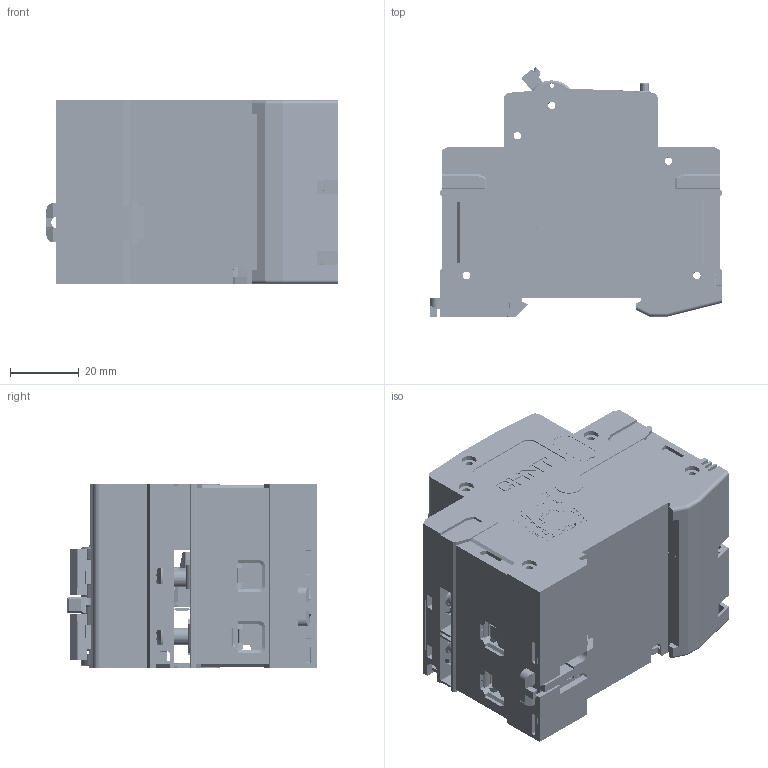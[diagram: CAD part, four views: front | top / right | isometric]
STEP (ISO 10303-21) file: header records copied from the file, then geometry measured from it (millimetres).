
FILE_DESCRIPTION(/* description */ (''),/* implementation_level */ '2;1');
FILE_NAME(/* name */ 'NB4LE.stp',/* time_stamp */ '2021-11-29T09:53:25+08:00',/* author */ (''),/* organization */ (''),/* preprocessor_version */ 'ST-DEVELOPER v16',/* originating_system */ 'SIEMENS PLM Software NX 11.0',/* authorisation */ '');
FILE_SCHEMA (('AP203_CONFIGURATION_CONTROLLED_3D_DESIGN_OF_MECHANICAL_PARTS_AND_ASSEMBLIES_MIM_LF { 1 0 10303 403 2 1 2}'));
Products named in the file (1): NB4LE
Bounding box: 84.8 x 72.68 x 53.4 mm (x, y, z)
Volume: 62121.4 mm3; surface area: 103698.8 mm2
Topology: 33 solids, 34 shells, 7890 faces, 22399 edges, 14806 vertices
Faces by surface type: plane 5893, cylinder 1558, torus 168, cone 152, bspline 65, sphere 28, extrusion 26
Entity records: 258650 total; most frequent: CARTESIAN_POINT 50359, ORIENTED_EDGE 44732, DIRECTION 41359, EDGE_CURVE 22366, VECTOR 17555, LINE 17529, VERTEX_POINT 14806, AXIS2_PLACEMENT_3D 11902
